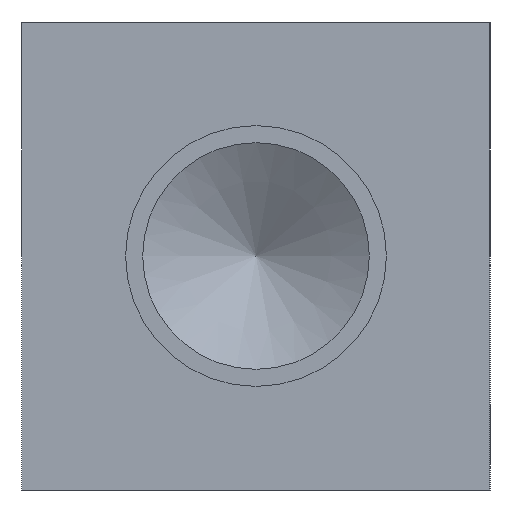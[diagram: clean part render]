
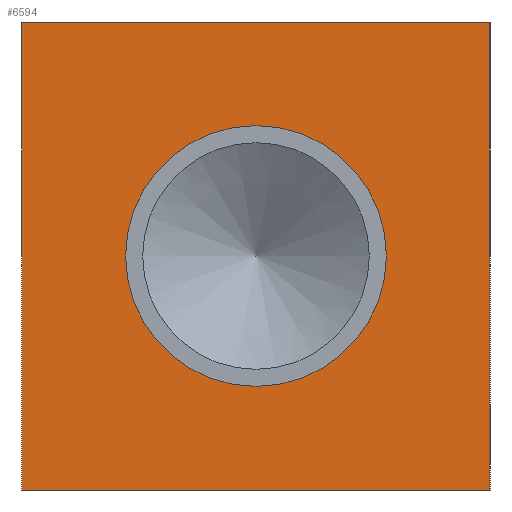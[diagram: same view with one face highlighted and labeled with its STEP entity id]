
A CAD part, left-side view. The second image highlights one B-rep face of the part: STEP entity #6594.
In plain terms, the highlighted planar face has unit normal (-1, 0, 0).
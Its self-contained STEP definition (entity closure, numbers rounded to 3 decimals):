
#80=CIRCLE('',#6890,21.234);
#81=CIRCLE('',#6891,21.234);
#118=FACE_BOUND('',#1038,.T.);
#337=PLANE('',#6893);
#669=FACE_OUTER_BOUND('',#1037,.T.);
#1037=EDGE_LOOP('',(#5844,#5845,#5846,#5847));
#1038=EDGE_LOOP('',(#5848,#5849));
#1309=LINE('',#10143,#1973);
#1707=LINE('',#11194,#2371);
#1708=LINE('',#11195,#2372);
#1709=LINE('',#11196,#2373);
#1973=VECTOR('',#7293,10.);
#2371=VECTOR('',#8117,10.);
#2372=VECTOR('',#8118,10.);
#2373=VECTOR('',#8119,10.);
#2855=VERTEX_POINT('',#10136);
#2858=VERTEX_POINT('',#10141);
#3167=VERTEX_POINT('',#11184);
#3168=VERTEX_POINT('',#11185);
#3169=VERTEX_POINT('',#11192);
#3170=VERTEX_POINT('',#11193);
#3605=EDGE_CURVE('',#2858,#2855,#1309,.T.);
#4063=EDGE_CURVE('',#3167,#3168,#80,.T.);
#4064=EDGE_CURVE('',#3168,#3167,#81,.T.);
#4067=EDGE_CURVE('',#3169,#3170,#1707,.T.);
#4068=EDGE_CURVE('',#3170,#2855,#1708,.T.);
#4069=EDGE_CURVE('',#3169,#2858,#1709,.T.);
#5844=ORIENTED_EDGE('',*,*,#4067,.T.);
#5845=ORIENTED_EDGE('',*,*,#4068,.T.);
#5846=ORIENTED_EDGE('',*,*,#3605,.F.);
#5847=ORIENTED_EDGE('',*,*,#4069,.F.);
#5848=ORIENTED_EDGE('',*,*,#4063,.T.);
#5849=ORIENTED_EDGE('',*,*,#4064,.T.);
#6594=ADVANCED_FACE('',(#669,#118),#337,.T.);
#6890=AXIS2_PLACEMENT_3D('',#11186,#8107,#8108);
#6891=AXIS2_PLACEMENT_3D('',#11187,#8109,#8110);
#6893=AXIS2_PLACEMENT_3D('',#11191,#8115,#8116);
#7293=DIRECTION('',(0.,-1.,0.));
#8107=DIRECTION('center_axis',(1.,0.,0.));
#8108=DIRECTION('ref_axis',(0.,1.,0.));
#8109=DIRECTION('center_axis',(1.,0.,0.));
#8110=DIRECTION('ref_axis',(0.,1.,0.));
#8115=DIRECTION('center_axis',(-1.,0.,0.));
#8116=DIRECTION('ref_axis',(0.,-1.,0.));
#8117=DIRECTION('',(0.,-1.,0.));
#8118=DIRECTION('',(0.,0.,1.));
#8119=DIRECTION('',(0.,0.,1.));
#10136=CARTESIAN_POINT('',(0.,0.,76.2));
#10141=CARTESIAN_POINT('',(0.,76.2,76.2));
#10143=CARTESIAN_POINT('',(0.,76.2,76.2));
#11184=CARTESIAN_POINT('',(0.,59.334,38.1));
#11185=CARTESIAN_POINT('',(0.,16.866,38.1));
#11186=CARTESIAN_POINT('Origin',(0.,38.1,38.1));
#11187=CARTESIAN_POINT('Origin',(0.,38.1,38.1));
#11191=CARTESIAN_POINT('Origin',(0.,76.2,0.));
#11192=CARTESIAN_POINT('',(0.,76.2,0.));
#11193=CARTESIAN_POINT('',(0.,0.,0.));
#11194=CARTESIAN_POINT('',(0.,76.2,0.));
#11195=CARTESIAN_POINT('',(0.,0.,0.));
#11196=CARTESIAN_POINT('',(0.,76.2,0.));
